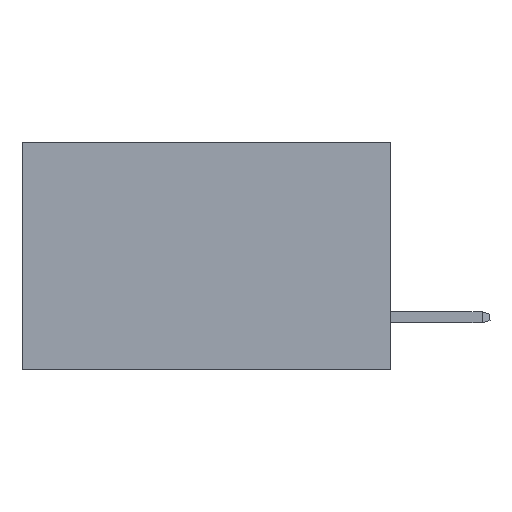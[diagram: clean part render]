
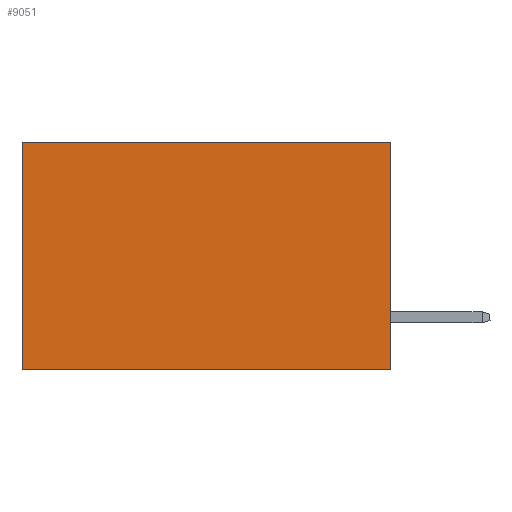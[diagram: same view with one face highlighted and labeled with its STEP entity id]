
A CAD part, left-side view. The second image highlights one B-rep face of the part: STEP entity #9051.
In plain terms, the highlighted planar face has unit normal (-1, 0, 0).
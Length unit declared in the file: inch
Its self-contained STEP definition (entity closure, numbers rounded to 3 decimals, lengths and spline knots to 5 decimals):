
#175 = PLANE ( 'NONE',  #16931 ) ;
#1170 = CARTESIAN_POINT ( 'NONE',  ( 0.2875, 0.6, 0. ) ) ;
#2486 = LINE ( 'NONE', #3824, #14955 ) ;
#3824 = CARTESIAN_POINT ( 'NONE',  ( 0.2875, 0., 0. ) ) ;
#3989 = ORIENTED_EDGE ( 'NONE', *, *, #18927, .F. ) ;
#4132 = LINE ( 'NONE', #13271, #16575 ) ;
#6076 = EDGE_LOOP ( 'NONE', ( #13184, #3989, #8521, #24981 ) ) ;
#6381 = DIRECTION ( 'NONE',  ( 0., 0., -1. ) ) ;
#6826 = VERTEX_POINT ( 'NONE', #20611 ) ;
#7883 = VERTEX_POINT ( 'NONE', #21970 ) ;
#8521 = ORIENTED_EDGE ( 'NONE', *, *, #30392, .F. ) ;
#9051 = ADVANCED_FACE ( 'NONE', ( #16145 ), #175, .F. ) ;
#9599 = CARTESIAN_POINT ( 'NONE',  ( 0.2875, 0.6, -0.37 ) ) ;
#9734 = CARTESIAN_POINT ( 'NONE',  ( 0.2875, 0.6, 0. ) ) ;
#11562 = LINE ( 'NONE', #29469, #30364 ) ;
#12296 = DIRECTION ( 'NONE',  ( 0., 1., 0. ) ) ;
#13184 = ORIENTED_EDGE ( 'NONE', *, *, #24953, .T. ) ;
#13271 = CARTESIAN_POINT ( 'NONE',  ( 0.2875, 0., -0.37 ) ) ;
#14955 = VECTOR ( 'NONE', #6381, 39.37008 ) ;
#15236 = DIRECTION ( 'NONE',  ( 0., 0., -1. ) ) ;
#16145 = FACE_OUTER_BOUND ( 'NONE', #6076, .T. ) ;
#16575 = VECTOR ( 'NONE', #27999, 39.37008 ) ;
#16931 = AXIS2_PLACEMENT_3D ( 'NONE', #22574, #29953, #15236 ) ;
#18647 = VERTEX_POINT ( 'NONE', #9734 ) ;
#18927 = EDGE_CURVE ( 'NONE', #7883, #22448, #4132, .T. ) ;
#19323 = EDGE_CURVE ( 'NONE', #6826, #18647, #11562, .T. ) ;
#20611 = CARTESIAN_POINT ( 'NONE',  ( 0.2875, 0., 0. ) ) ;
#21837 = VECTOR ( 'NONE', #28499, 39.37008 ) ;
#21970 = CARTESIAN_POINT ( 'NONE',  ( 0.2875, 0., -0.37 ) ) ;
#22448 = VERTEX_POINT ( 'NONE', #9599 ) ;
#22574 = CARTESIAN_POINT ( 'NONE',  ( 0.2875, 0., 0. ) ) ;
#22593 = LINE ( 'NONE', #1170, #21837 ) ;
#24953 = EDGE_CURVE ( 'NONE', #18647, #22448, #22593, .T. ) ;
#24981 = ORIENTED_EDGE ( 'NONE', *, *, #19323, .T. ) ;
#27999 = DIRECTION ( 'NONE',  ( 0., 1., 0. ) ) ;
#28499 = DIRECTION ( 'NONE',  ( 0., 0., -1. ) ) ;
#29469 = CARTESIAN_POINT ( 'NONE',  ( 0.2875, 0., 0. ) ) ;
#29953 = DIRECTION ( 'NONE',  ( 1., 0., 0. ) ) ;
#30364 = VECTOR ( 'NONE', #12296, 39.37008 ) ;
#30392 = EDGE_CURVE ( 'NONE', #6826, #7883, #2486, .T. ) ;
